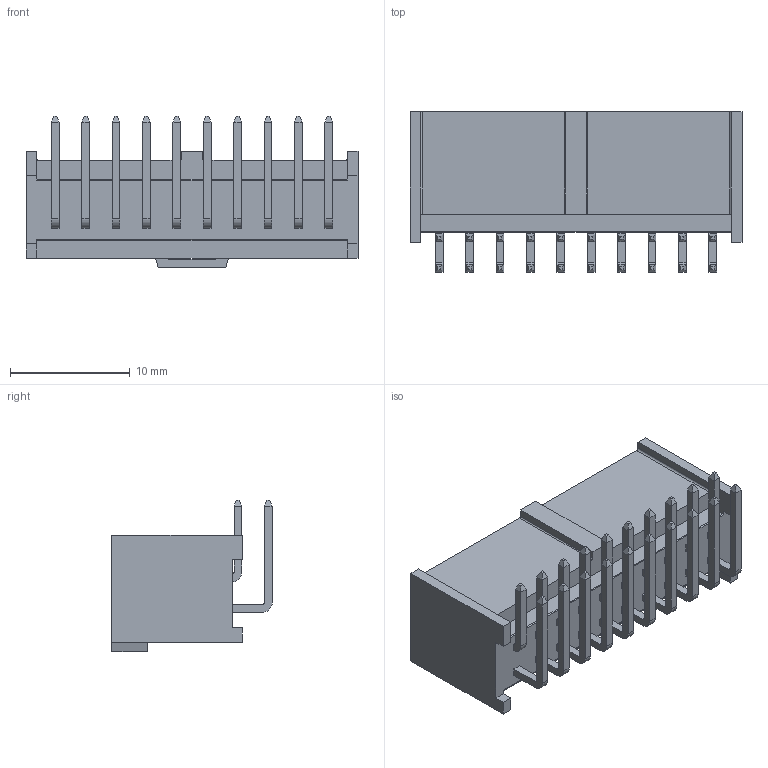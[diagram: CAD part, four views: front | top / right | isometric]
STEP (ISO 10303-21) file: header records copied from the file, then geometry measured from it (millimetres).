
FILE_DESCRIPTION (( 'STEP AP214' ), '1' );
FILE_NAME ('90130-3220.STEP', '2014-07-10T09:42:56', ( 'Master' ), ( '' ), 'SwSTEP 2.0', 'SolidWorks 2013', '' );
FILE_SCHEMA (( 'AUTOMOTIVE_DESIGN' ));
Length unit declared in the file: millimetre
Products named in the file (1): 90130-3220
Bounding box: 27.74 x 13.4 x 12.65 mm (x, y, z)
Volume: 1064.9 mm3; surface area: 2532.6 mm2
Topology: 1 solids, 1 shells, 477 faces, 1144 edges, 708 vertices
Faces by surface type: plane 433, cylinder 44
Entity records: 14035 total; most frequent: CARTESIAN_POINT 2330, ORIENTED_EDGE 2288, DIRECTION 2188, EDGE_CURVE 1144, LINE 1056, VECTOR 1056, VERTEX_POINT 708, AXIS2_PLACEMENT_3D 566
